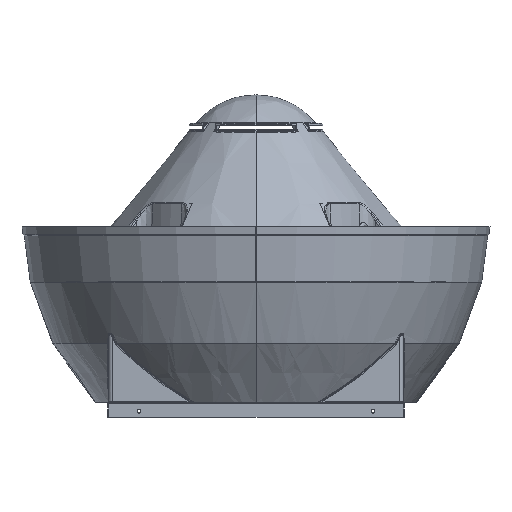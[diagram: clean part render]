
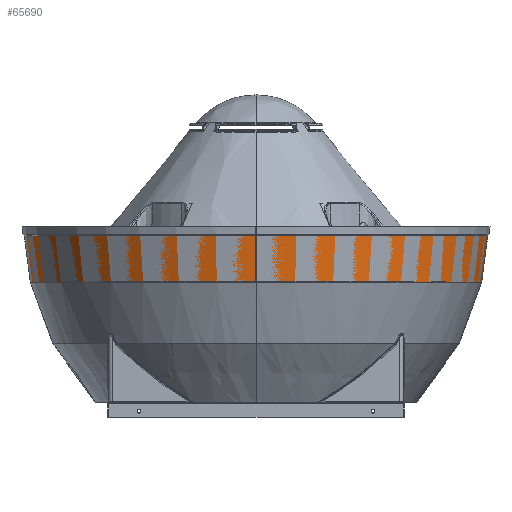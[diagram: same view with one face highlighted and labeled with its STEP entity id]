
A CAD part, left-side view. The second image highlights one B-rep face of the part: STEP entity #65690.
In plain terms, the highlighted conical face has half-angle 7.5 degrees and reference radius 578.5 mm.
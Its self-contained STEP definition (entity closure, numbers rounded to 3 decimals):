
#22 = AXIS2_PLACEMENT_3D ( 'NONE', #18212, #56757, #62265 ) ;
#3960 = VERTEX_POINT ( 'NONE', #66495 ) ;
#11188 = DIRECTION ( 'NONE',  ( 0., 0.991, -0.131 ) ) ;
#11360 = CIRCLE ( 'NONE', #48262, 594.113 ) ;
#11542 = FACE_OUTER_BOUND ( 'NONE', #27385, .T. ) ;
#12148 = CARTESIAN_POINT ( 'NONE',  ( 0., 308.006, 578.5 ) ) ;
#13707 = EDGE_CURVE ( 'NONE', #3960, #28083, #15479, .T. ) ;
#15479 = CIRCLE ( 'NONE', #22, 578.5 ) ;
#18212 = CARTESIAN_POINT ( 'NONE',  ( 0., 308.006, 0. ) ) ;
#22471 = CARTESIAN_POINT ( 'NONE',  ( 0., 308.006, -578.5 ) ) ;
#25771 = VECTOR ( 'NONE', #61239, 1000. ) ;
#27385 = EDGE_LOOP ( 'NONE', ( #37861, #54537, #38233, #39940 ) ) ;
#27890 = CONICAL_SURFACE ( 'NONE', #33584, 578.5, 0.131 ) ;
#28083 = VERTEX_POINT ( 'NONE', #46947 ) ;
#28810 = DIRECTION ( 'NONE',  ( 0., 0., -1. ) ) ;
#29770 = DIRECTION ( 'NONE',  ( 0., 0., 1. ) ) ;
#33584 = AXIS2_PLACEMENT_3D ( 'NONE', #39857, #61810, #29770 ) ;
#37861 = ORIENTED_EDGE ( 'NONE', *, *, #44812, .F. ) ;
#38233 = ORIENTED_EDGE ( 'NONE', *, *, #52193, .T. ) ;
#39162 = CARTESIAN_POINT ( 'NONE',  ( 0., 426.595, 0. ) ) ;
#39857 = CARTESIAN_POINT ( 'NONE',  ( 0., 308.006, 0. ) ) ;
#39940 = ORIENTED_EDGE ( 'NONE', *, *, #47208, .T. ) ;
#39972 = VECTOR ( 'NONE', #11188, 1000. ) ;
#44812 = EDGE_CURVE ( 'NONE', #28083, #64807, #65804, .T. ) ;
#46947 = CARTESIAN_POINT ( 'NONE',  ( 0., 308.006, -578.5 ) ) ;
#47208 = EDGE_CURVE ( 'NONE', #49406, #64807, #11360, .T. ) ;
#48262 = AXIS2_PLACEMENT_3D ( 'NONE', #39162, #67082, #28810 ) ;
#49406 = VERTEX_POINT ( 'NONE', #55283 ) ;
#52193 = EDGE_CURVE ( 'NONE', #3960, #49406, #60220, .T. ) ;
#54537 = ORIENTED_EDGE ( 'NONE', *, *, #13707, .F. ) ;
#55283 = CARTESIAN_POINT ( 'NONE',  ( 0., 426.595, 594.113 ) ) ;
#56757 = DIRECTION ( 'NONE',  ( 0., -1., 0. ) ) ;
#59228 = CARTESIAN_POINT ( 'NONE',  ( 0., 426.595, -594.113 ) ) ;
#60220 = LINE ( 'NONE', #12148, #25771 ) ;
#61239 = DIRECTION ( 'NONE',  ( 0., 0.991, 0.131 ) ) ;
#61810 = DIRECTION ( 'NONE',  ( 0., 1., 0. ) ) ;
#62265 = DIRECTION ( 'NONE',  ( 0., 0., -1. ) ) ;
#64807 = VERTEX_POINT ( 'NONE', #59228 ) ;
#65690 = ADVANCED_FACE ( 'NONE', ( #11542 ), #27890, .T. ) ;
#65804 = LINE ( 'NONE', #22471, #39972 ) ;
#66495 = CARTESIAN_POINT ( 'NONE',  ( 0., 308.006, 578.5 ) ) ;
#67082 = DIRECTION ( 'NONE',  ( 0., -1., 0. ) ) ;
